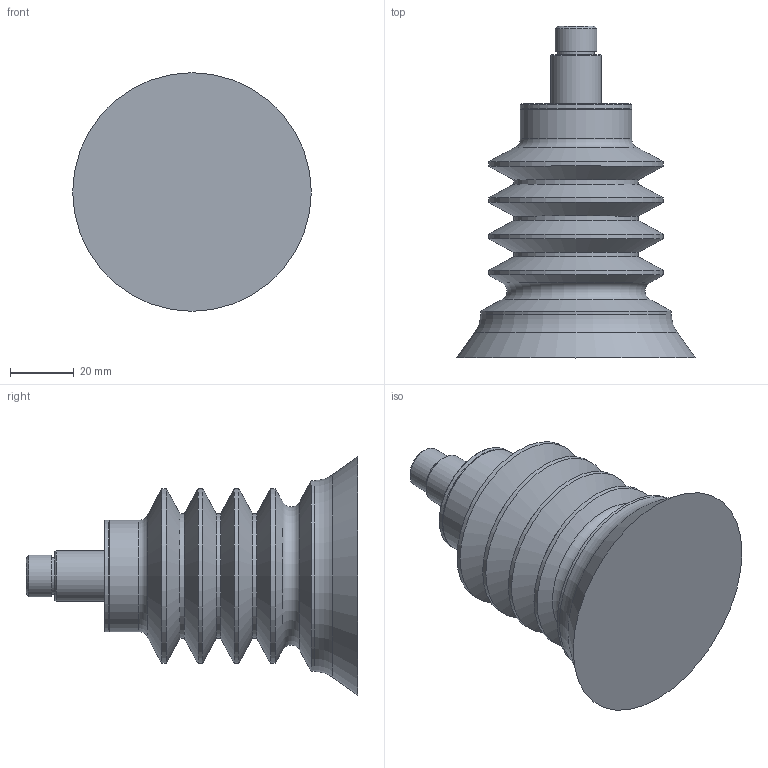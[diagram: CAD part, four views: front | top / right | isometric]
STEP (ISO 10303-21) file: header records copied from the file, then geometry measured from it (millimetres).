
FILE_DESCRIPTION(/* description */ (''),/* implementation_level */ '2;1');
FILE_NAME(/* name */ 'vf75-5cn_rac21r1-4m.stp',/* time_stamp */ '2020-09-28T09:33:43+02:00',/* author */ ('enginyeria'),/* organization */ (''),/* preprocessor_version */ 'ST-DEVELOPER v17.2',/* originating_system */ 'Autodesk Inventor 2019',/* authorisation */ '');
FILE_SCHEMA (('CONFIG_CONTROL_DESIGN'));
Length unit declared in the file: millimetre
Products named in the file (1): vf75-5cn_rac21r1-4m
Bounding box: 75.01 x 104.3 x 75.01 mm (x, y, z)
Volume: 159472.7 mm3; surface area: 25710.8 mm2
Topology: 1 solids, 1 shells, 39 faces, 113 edges, 81 vertices
Faces by surface type: cone 15, cylinder 14, plane 7, torus 3
Full cylindrical faces by diameter (mm): 7.5 x1, 11.445 x1, 13.157 x1, 16 x1, 35 x2, 39 x3, 55 x4, 60 x1
Entity records: 1464 total; most frequent: DIRECTION 277, CARTESIAN_POINT 234, ORIENTED_EDGE 226, AXIS2_PLACEMENT_3D 124, EDGE_CURVE 113, CIRCLE 84, VERTEX_POINT 81, EDGE_LOOP 44
